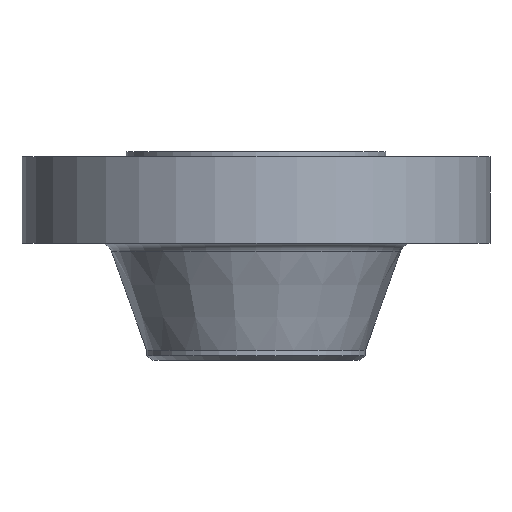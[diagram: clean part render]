
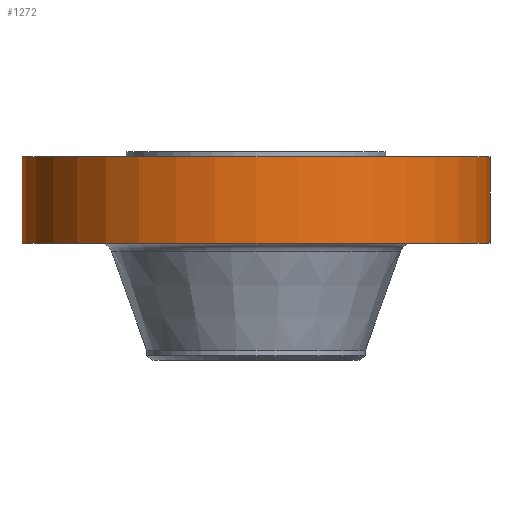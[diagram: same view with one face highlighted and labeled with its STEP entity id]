
A CAD part, front view. The second image highlights one B-rep face of the part: STEP entity #1272.
In plain terms, the highlighted cylindrical face has radius 292.1 mm (diameter 584.2 mm), a partial arc.
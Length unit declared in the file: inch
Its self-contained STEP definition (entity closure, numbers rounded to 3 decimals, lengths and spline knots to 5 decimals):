
#10 = VERTEX_POINT ( 'NONE', #691 ) ;
#39 = CARTESIAN_POINT ( 'NONE',  ( 11.5, 0., 0. ) ) ;
#57 = DIRECTION ( 'NONE',  ( 1., 0., 0. ) ) ;
#86 = EDGE_CURVE ( 'NONE', #10, #1026, #923, .T. ) ;
#97 = CIRCLE ( 'NONE', #446, 11.5 ) ;
#98 = CARTESIAN_POINT ( 'NONE',  ( 0., 0., 0. ) ) ;
#130 = CARTESIAN_POINT ( 'NONE',  ( 0., 0., -0.25 ) ) ;
#135 = DIRECTION ( 'NONE',  ( 0., 0., 1. ) ) ;
#210 = AXIS2_PLACEMENT_3D ( 'NONE', #651, #1192, #57 ) ;
#220 = ORIENTED_EDGE ( 'NONE', *, *, #1135, .F. ) ;
#233 = VECTOR ( 'NONE', #720, 39.37008 ) ;
#347 = VERTEX_POINT ( 'NONE', #400 ) ;
#375 = AXIS2_PLACEMENT_3D ( 'NONE', #98, #552, #1004 ) ;
#400 = CARTESIAN_POINT ( 'NONE',  ( -11.5, 0., -0.25 ) ) ;
#405 = EDGE_CURVE ( 'NONE', #1364, #10, #1184, .T. ) ;
#441 = FACE_OUTER_BOUND ( 'NONE', #1360, .T. ) ;
#446 = AXIS2_PLACEMENT_3D ( 'NONE', #130, #1246, #458 ) ;
#458 = DIRECTION ( 'NONE',  ( 1., 0., 0. ) ) ;
#552 = DIRECTION ( 'NONE',  ( 0., 0., 1. ) ) ;
#600 = ORIENTED_EDGE ( 'NONE', *, *, #647, .F. ) ;
#647 = EDGE_CURVE ( 'NONE', #1364, #347, #1081, .T. ) ;
#651 = CARTESIAN_POINT ( 'NONE',  ( 0., 0., -4.5 ) ) ;
#673 = ORIENTED_EDGE ( 'NONE', *, *, #405, .T. ) ;
#691 = CARTESIAN_POINT ( 'NONE',  ( 11.5, 0., -4.5 ) ) ;
#720 = DIRECTION ( 'NONE',  ( 0., 0., 1. ) ) ;
#775 = CYLINDRICAL_SURFACE ( 'NONE', #375, 11.5 ) ;
#845 = CARTESIAN_POINT ( 'NONE',  ( -11.5, 0., 0. ) ) ;
#870 = CARTESIAN_POINT ( 'NONE',  ( 11.5, 0., -0.25 ) ) ;
#923 = LINE ( 'NONE', #39, #1288 ) ;
#1004 = DIRECTION ( 'NONE',  ( 1., 0., 0. ) ) ;
#1026 = VERTEX_POINT ( 'NONE', #870 ) ;
#1048 = ORIENTED_EDGE ( 'NONE', *, *, #86, .T. ) ;
#1081 = LINE ( 'NONE', #845, #233 ) ;
#1128 = CARTESIAN_POINT ( 'NONE',  ( -11.5, 0., -4.5 ) ) ;
#1135 = EDGE_CURVE ( 'NONE', #347, #1026, #97, .T. ) ;
#1184 = CIRCLE ( 'NONE', #210, 11.5 ) ;
#1192 = DIRECTION ( 'NONE',  ( 0., 0., 1. ) ) ;
#1246 = DIRECTION ( 'NONE',  ( 0., 0., 1. ) ) ;
#1272 = ADVANCED_FACE ( 'NONE', ( #441 ), #775, .T. ) ;
#1288 = VECTOR ( 'NONE', #135, 39.37008 ) ;
#1360 = EDGE_LOOP ( 'NONE', ( #600, #673, #1048, #220 ) ) ;
#1364 = VERTEX_POINT ( 'NONE', #1128 ) ;
